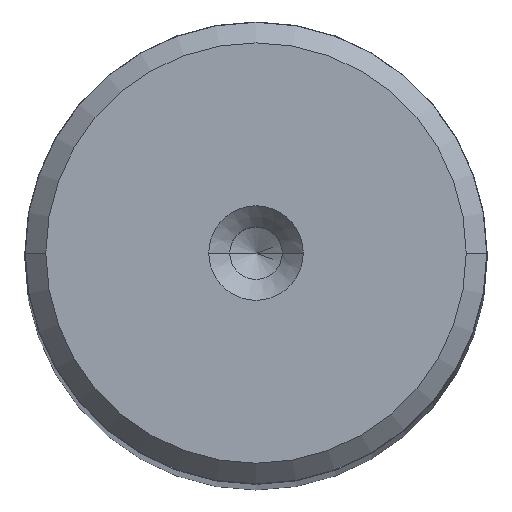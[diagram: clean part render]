
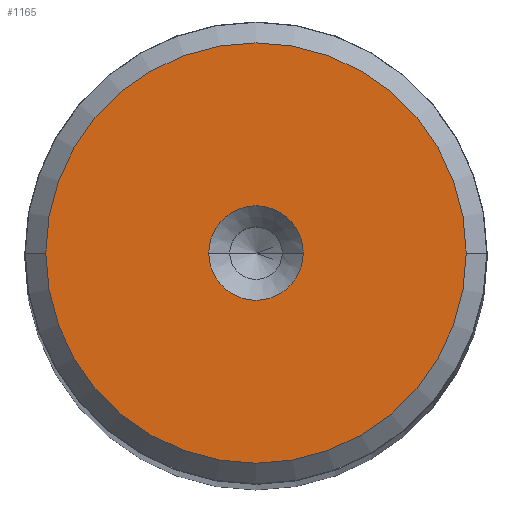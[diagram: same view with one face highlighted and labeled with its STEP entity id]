
A CAD part, top view. The second image highlights one B-rep face of the part: STEP entity #1165.
In plain terms, the highlighted planar face has unit normal (0, 0, 1).
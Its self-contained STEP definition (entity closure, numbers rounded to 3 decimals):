
#71 = EDGE_CURVE ( 'NONE', #2335, #1186, #180, .T. ) ;
#118 = EDGE_CURVE ( 'NONE', #1949, #411, #2595, .T. ) ;
#124 = AXIS2_PLACEMENT_3D ( 'NONE', #1946, #1753, #1932 ) ;
#137 = CARTESIAN_POINT ( 'NONE',  ( 2.25, 0., 160. ) ) ;
#180 = CIRCLE ( 'NONE', #1884, 10.009 ) ;
#209 = CARTESIAN_POINT ( 'NONE',  ( -2.25, 0., 160. ) ) ;
#257 = CARTESIAN_POINT ( 'NONE',  ( -10.009, 0., 160. ) ) ;
#269 = CARTESIAN_POINT ( 'NONE',  ( 0., 0., 160. ) ) ;
#289 = DIRECTION ( 'NONE',  ( 1., 0., 0. ) ) ;
#411 = VERTEX_POINT ( 'NONE', #137 ) ;
#412 = CIRCLE ( 'NONE', #2392, 2.25 ) ;
#502 = FACE_BOUND ( 'NONE', #2027, .T. ) ;
#511 = CIRCLE ( 'NONE', #1748, 10.009 ) ;
#657 = DIRECTION ( 'NONE',  ( 1., 0., 0. ) ) ;
#722 = DIRECTION ( 'NONE',  ( 0., 0., 1. ) ) ;
#726 = DIRECTION ( 'NONE',  ( 1., 0., 0. ) ) ;
#855 = EDGE_LOOP ( 'NONE', ( #2021, #1697 ) ) ;
#934 = PLANE ( 'NONE',  #124 ) ;
#1080 = DIRECTION ( 'NONE',  ( 0., 0., 1. ) ) ;
#1165 = ADVANCED_FACE ( 'NONE', ( #502, #2543 ), #934, .T. ) ;
#1186 = VERTEX_POINT ( 'NONE', #257 ) ;
#1275 = DIRECTION ( 'NONE',  ( 0., 0., 1. ) ) ;
#1286 = DIRECTION ( 'NONE',  ( 1., 0., 0. ) ) ;
#1480 = EDGE_CURVE ( 'NONE', #411, #1949, #412, .T. ) ;
#1508 = CARTESIAN_POINT ( 'NONE',  ( 0., 0., 160. ) ) ;
#1697 = ORIENTED_EDGE ( 'NONE', *, *, #71, .T. ) ;
#1707 = DIRECTION ( 'NONE',  ( 0., 0., 1. ) ) ;
#1744 = CARTESIAN_POINT ( 'NONE',  ( 0., 0., 160. ) ) ;
#1748 = AXIS2_PLACEMENT_3D ( 'NONE', #269, #1275, #657 ) ;
#1753 = DIRECTION ( 'NONE',  ( 0., 0., 1. ) ) ;
#1884 = AXIS2_PLACEMENT_3D ( 'NONE', #2292, #1080, #1286 ) ;
#1932 = DIRECTION ( 'NONE',  ( 1., 0., 0. ) ) ;
#1946 = CARTESIAN_POINT ( 'NONE',  ( 0., 0., 160. ) ) ;
#1949 = VERTEX_POINT ( 'NONE', #209 ) ;
#2021 = ORIENTED_EDGE ( 'NONE', *, *, #2208, .T. ) ;
#2027 = EDGE_LOOP ( 'NONE', ( #2202, #2602 ) ) ;
#2202 = ORIENTED_EDGE ( 'NONE', *, *, #1480, .F. ) ;
#2208 = EDGE_CURVE ( 'NONE', #1186, #2335, #511, .T. ) ;
#2237 = CARTESIAN_POINT ( 'NONE',  ( 10.009, 0., 160. ) ) ;
#2292 = CARTESIAN_POINT ( 'NONE',  ( 0., 0., 160. ) ) ;
#2335 = VERTEX_POINT ( 'NONE', #2237 ) ;
#2392 = AXIS2_PLACEMENT_3D ( 'NONE', #1508, #722, #289 ) ;
#2443 = AXIS2_PLACEMENT_3D ( 'NONE', #1744, #1707, #726 ) ;
#2543 = FACE_OUTER_BOUND ( 'NONE', #855, .T. ) ;
#2595 = CIRCLE ( 'NONE', #2443, 2.25 ) ;
#2602 = ORIENTED_EDGE ( 'NONE', *, *, #118, .F. ) ;
